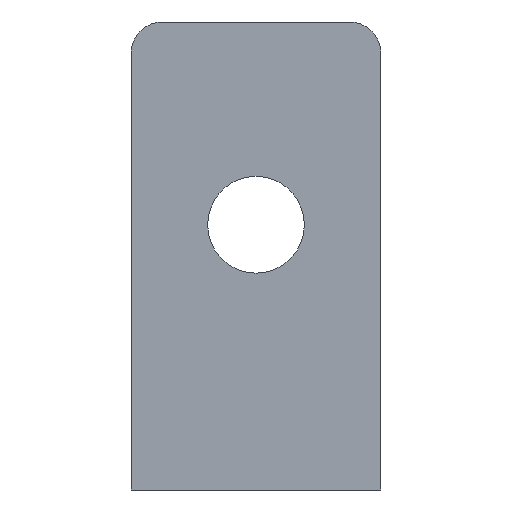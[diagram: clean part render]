
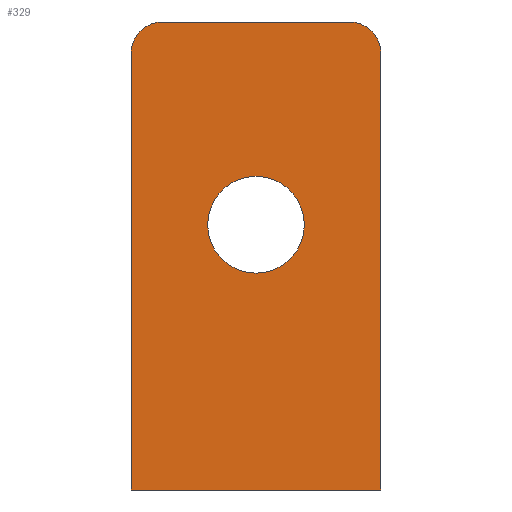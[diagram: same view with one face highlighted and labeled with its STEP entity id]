
A CAD part, front view. The second image highlights one B-rep face of the part: STEP entity #329.
In plain terms, the highlighted planar face has unit normal (0, -1, 0).
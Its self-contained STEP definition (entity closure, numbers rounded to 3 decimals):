
#2 = EDGE_CURVE ( 'NONE', #67, #79, #10, .T. ) ;
#9 = VERTEX_POINT ( 'NONE', #332 ) ;
#10 = CIRCLE ( 'NONE', #388, 1. ) ;
#17 = AXIS2_PLACEMENT_3D ( 'NONE', #292, #35, #331 ) ;
#33 = VERTEX_POINT ( 'NONE', #507 ) ;
#35 = DIRECTION ( 'NONE',  ( 0., -1., 0. ) ) ;
#36 = ORIENTED_EDGE ( 'NONE', *, *, #179, .T. ) ;
#43 = EDGE_LOOP ( 'NONE', ( #115 ) ) ;
#50 = DIRECTION ( 'NONE',  ( 0., 0., -1. ) ) ;
#67 = VERTEX_POINT ( 'NONE', #302 ) ;
#75 = DIRECTION ( 'NONE',  ( -1., 0., 0. ) ) ;
#77 = DIRECTION ( 'NONE',  ( 0., 1., 0. ) ) ;
#79 = VERTEX_POINT ( 'NONE', #342 ) ;
#85 = CARTESIAN_POINT ( 'NONE',  ( 1., 0., 0. ) ) ;
#91 = EDGE_CURVE ( 'NONE', #129, #148, #425, .T. ) ;
#93 = LINE ( 'NONE', #319, #154 ) ;
#98 = DIRECTION ( 'NONE',  ( 0., 1., 0. ) ) ;
#113 = DIRECTION ( 'NONE',  ( -1., 0., 0. ) ) ;
#115 = ORIENTED_EDGE ( 'NONE', *, *, #375, .T. ) ;
#127 = CARTESIAN_POINT ( 'NONE',  ( 4., 0., -6.5 ) ) ;
#129 = VERTEX_POINT ( 'NONE', #85 ) ;
#143 = CARTESIAN_POINT ( 'NONE',  ( 8., 0., 0. ) ) ;
#146 = VECTOR ( 'NONE', #75, 1000. ) ;
#148 = VERTEX_POINT ( 'NONE', #463 ) ;
#154 = VECTOR ( 'NONE', #161, 1000. ) ;
#161 = DIRECTION ( 'NONE',  ( 0., 0., -1. ) ) ;
#172 = CARTESIAN_POINT ( 'NONE',  ( 7., 0., -1. ) ) ;
#179 = EDGE_CURVE ( 'NONE', #148, #9, #93, .T. ) ;
#181 = VERTEX_POINT ( 'NONE', #297 ) ;
#209 = DIRECTION ( 'NONE',  ( 0., 0., 1. ) ) ;
#256 = EDGE_CURVE ( 'NONE', #33, #9, #392, .T. ) ;
#263 = LINE ( 'NONE', #143, #301 ) ;
#265 = EDGE_CURVE ( 'NONE', #79, #129, #501, .T. ) ;
#282 = ORIENTED_EDGE ( 'NONE', *, *, #265, .T. ) ;
#283 = CARTESIAN_POINT ( 'NONE',  ( 8., 0., 0. ) ) ;
#292 = CARTESIAN_POINT ( 'NONE',  ( 1., 0., -1. ) ) ;
#297 = CARTESIAN_POINT ( 'NONE',  ( 4., 0., -4.95 ) ) ;
#301 = VECTOR ( 'NONE', #50, 1000. ) ;
#302 = CARTESIAN_POINT ( 'NONE',  ( 8., 0., -1. ) ) ;
#306 = ORIENTED_EDGE ( 'NONE', *, *, #2, .T. ) ;
#312 = AXIS2_PLACEMENT_3D ( 'NONE', #283, #77, #365 ) ;
#319 = CARTESIAN_POINT ( 'NONE',  ( 0., 0., 0. ) ) ;
#328 = PLANE ( 'NONE',  #312 ) ;
#329 = ADVANCED_FACE ( 'NONE', ( #399, #419 ), #328, .F. ) ;
#330 = CIRCLE ( 'NONE', #389, 1.55 ) ;
#331 = DIRECTION ( 'NONE',  ( 0., 0., 1. ) ) ;
#332 = CARTESIAN_POINT ( 'NONE',  ( 0., 0., -15. ) ) ;
#338 = ORIENTED_EDGE ( 'NONE', *, *, #256, .F. ) ;
#342 = CARTESIAN_POINT ( 'NONE',  ( 7., 0., 0. ) ) ;
#365 = DIRECTION ( 'NONE',  ( 0., 0., 1. ) ) ;
#375 = EDGE_CURVE ( 'NONE', #181, #181, #330, .T. ) ;
#378 = DIRECTION ( 'NONE',  ( 0., 0., 1. ) ) ;
#388 = AXIS2_PLACEMENT_3D ( 'NONE', #172, #435, #209 ) ;
#389 = AXIS2_PLACEMENT_3D ( 'NONE', #127, #98, #378 ) ;
#392 = LINE ( 'NONE', #401, #146 ) ;
#399 = FACE_BOUND ( 'NONE', #43, .T. ) ;
#401 = CARTESIAN_POINT ( 'NONE',  ( 8., 0., -15. ) ) ;
#413 = VECTOR ( 'NONE', #113, 1000. ) ;
#419 = FACE_OUTER_BOUND ( 'NONE', #452, .T. ) ;
#425 = CIRCLE ( 'NONE', #17, 1. ) ;
#430 = CARTESIAN_POINT ( 'NONE',  ( 8., 0., 0. ) ) ;
#435 = DIRECTION ( 'NONE',  ( 0., -1., 0. ) ) ;
#441 = EDGE_CURVE ( 'NONE', #67, #33, #263, .T. ) ;
#443 = ORIENTED_EDGE ( 'NONE', *, *, #91, .T. ) ;
#452 = EDGE_LOOP ( 'NONE', ( #475, #306, #282, #443, #36, #338 ) ) ;
#463 = CARTESIAN_POINT ( 'NONE',  ( 0., 0., -1. ) ) ;
#475 = ORIENTED_EDGE ( 'NONE', *, *, #441, .F. ) ;
#501 = LINE ( 'NONE', #430, #413 ) ;
#507 = CARTESIAN_POINT ( 'NONE',  ( 8., 0., -15. ) ) ;
